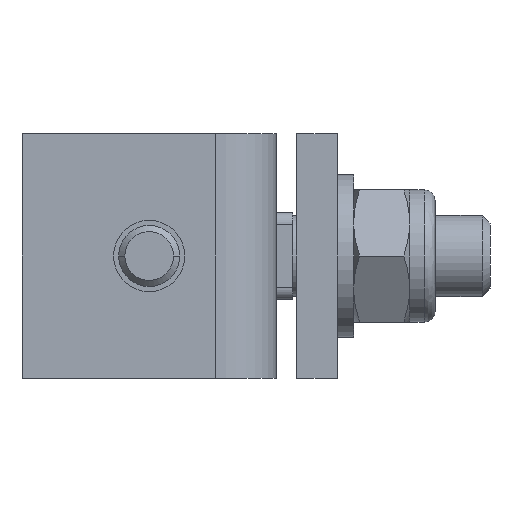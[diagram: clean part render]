
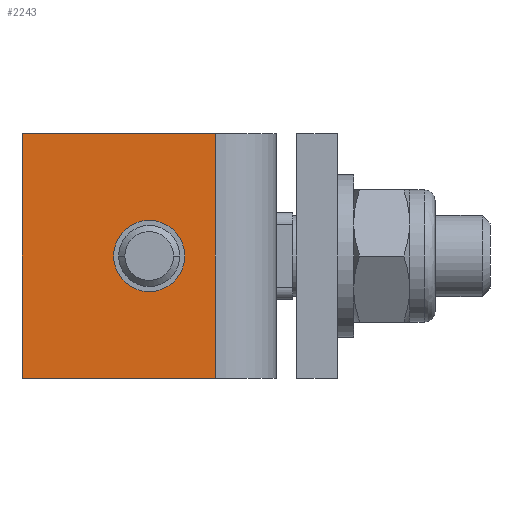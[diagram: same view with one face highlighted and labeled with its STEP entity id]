
A CAD part, left-side view. The second image highlights one B-rep face of the part: STEP entity #2243.
In plain terms, the highlighted planar face has unit normal (-1, 0, 0).
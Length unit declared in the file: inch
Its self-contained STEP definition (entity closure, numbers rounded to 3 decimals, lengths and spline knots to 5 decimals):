
#8 = EDGE_CURVE ( 'NONE', #3188, #643, #6761, .T. ) ;
#330 = CARTESIAN_POINT ( 'NONE',  ( -1.04331, 0.33465, 0. ) ) ;
#362 = ORIENTED_EDGE ( 'NONE', *, *, #4104, .F. ) ;
#394 = CARTESIAN_POINT ( 'NONE',  ( -1.04331, 0.47244, 0. ) ) ;
#481 = EDGE_LOOP ( 'NONE', ( #7346, #362, #9228, #1457 ) ) ;
#643 = VERTEX_POINT ( 'NONE', #394 ) ;
#687 = DIRECTION ( 'NONE',  ( 0., 1., 0. ) ) ;
#697 = CIRCLE ( 'NONE', #6369, 0.1378 ) ;
#701 = CARTESIAN_POINT ( 'NONE',  ( -1.04331, 0.19685, 0. ) ) ;
#946 = CARTESIAN_POINT ( 'NONE',  ( -1.04331, 0.33465, 0. ) ) ;
#1457 = ORIENTED_EDGE ( 'NONE', *, *, #10228, .F. ) ;
#1573 = LINE ( 'NONE', #6463, #10145 ) ;
#1613 = VERTEX_POINT ( 'NONE', #2116 ) ;
#1761 = ORIENTED_EDGE ( 'NONE', *, *, #9287, .F. ) ;
#1830 = VERTEX_POINT ( 'NONE', #5343 ) ;
#1951 = LINE ( 'NONE', #5242, #8882 ) ;
#2116 = CARTESIAN_POINT ( 'NONE',  ( -1.04331, 0.07874, -0.47244 ) ) ;
#2243 = ADVANCED_FACE ( 'NONE', ( #5546, #5235 ), #9275, .F. ) ;
#3137 = VERTEX_POINT ( 'NONE', #10500 ) ;
#3188 = VERTEX_POINT ( 'NONE', #701 ) ;
#3314 = CARTESIAN_POINT ( 'NONE',  ( -1.04331, 0.82677, 0.47244 ) ) ;
#3364 = DIRECTION ( 'NONE',  ( -1., 0., 0. ) ) ;
#3563 = DIRECTION ( 'NONE',  ( -1., 0., 0. ) ) ;
#3986 = EDGE_LOOP ( 'NONE', ( #1761, #10295 ) ) ;
#4104 = EDGE_CURVE ( 'NONE', #3137, #1613, #6508, .T. ) ;
#4708 = CARTESIAN_POINT ( 'NONE',  ( -1.04331, 0.82677, 0.47244 ) ) ;
#5235 = FACE_OUTER_BOUND ( 'NONE', #481, .T. ) ;
#5242 = CARTESIAN_POINT ( 'NONE',  ( -1.04331, -0.15748, 0.47244 ) ) ;
#5343 = CARTESIAN_POINT ( 'NONE',  ( -1.04331, 0.82677, -0.47244 ) ) ;
#5505 = CARTESIAN_POINT ( 'NONE',  ( -1.04331, 0.07874, 0.97077 ) ) ;
#5514 = DIRECTION ( 'NONE',  ( 0., -1., 0. ) ) ;
#5546 = FACE_BOUND ( 'NONE', #3986, .T. ) ;
#5796 = VECTOR ( 'NONE', #6313, 39.37008 ) ;
#6067 = AXIS2_PLACEMENT_3D ( 'NONE', #330, #3563, #9378 ) ;
#6313 = DIRECTION ( 'NONE',  ( 0., 0., 1. ) ) ;
#6369 = AXIS2_PLACEMENT_3D ( 'NONE', #946, #3364, #7563 ) ;
#6463 = CARTESIAN_POINT ( 'NONE',  ( -1.04331, -0.15748, -0.47244 ) ) ;
#6508 = LINE ( 'NONE', #5505, #6918 ) ;
#6761 = CIRCLE ( 'NONE', #6067, 0.1378 ) ;
#6918 = VECTOR ( 'NONE', #8777, 39.37008 ) ;
#7256 = DIRECTION ( 'NONE',  ( 1., 0., 0. ) ) ;
#7346 = ORIENTED_EDGE ( 'NONE', *, *, #8757, .T. ) ;
#7563 = DIRECTION ( 'NONE',  ( 0., 1., 0. ) ) ;
#8200 = VERTEX_POINT ( 'NONE', #10286 ) ;
#8522 = DIRECTION ( 'NONE',  ( 0., 1., 0. ) ) ;
#8757 = EDGE_CURVE ( 'NONE', #1830, #1613, #1573, .T. ) ;
#8777 = DIRECTION ( 'NONE',  ( 0., 0., -1. ) ) ;
#8786 = LINE ( 'NONE', #4708, #5796 ) ;
#8882 = VECTOR ( 'NONE', #8522, 39.37008 ) ;
#9006 = AXIS2_PLACEMENT_3D ( 'NONE', #3314, #7256, #687 ) ;
#9228 = ORIENTED_EDGE ( 'NONE', *, *, #10216, .T. ) ;
#9275 = PLANE ( 'NONE',  #9006 ) ;
#9287 = EDGE_CURVE ( 'NONE', #643, #3188, #697, .T. ) ;
#9378 = DIRECTION ( 'NONE',  ( 0., 1., 0. ) ) ;
#10145 = VECTOR ( 'NONE', #5514, 39.37008 ) ;
#10216 = EDGE_CURVE ( 'NONE', #3137, #8200, #1951, .T. ) ;
#10228 = EDGE_CURVE ( 'NONE', #1830, #8200, #8786, .T. ) ;
#10286 = CARTESIAN_POINT ( 'NONE',  ( -1.04331, 0.82677, 0.47244 ) ) ;
#10295 = ORIENTED_EDGE ( 'NONE', *, *, #8, .F. ) ;
#10500 = CARTESIAN_POINT ( 'NONE',  ( -1.04331, 0.07874, 0.47244 ) ) ;
